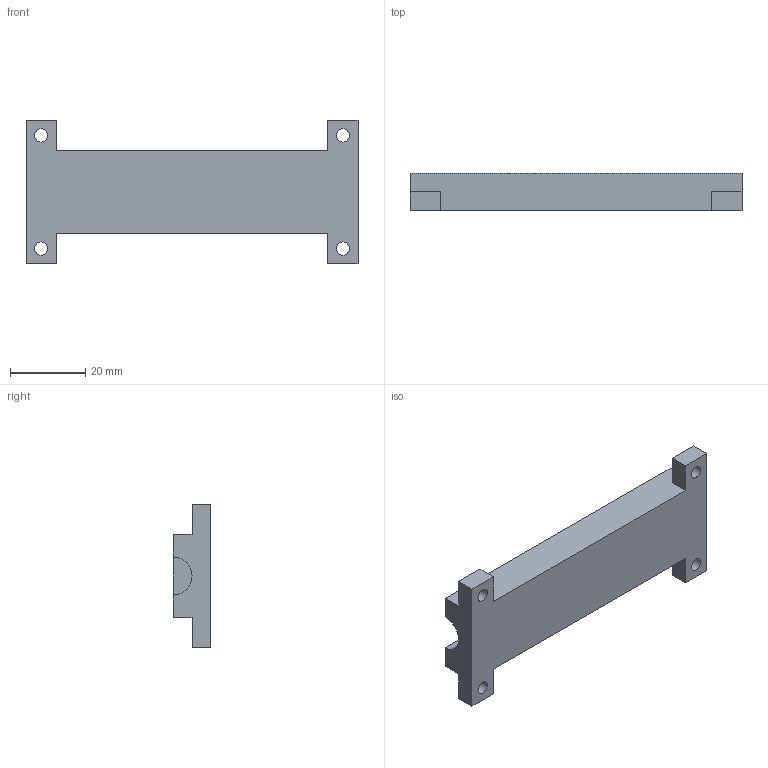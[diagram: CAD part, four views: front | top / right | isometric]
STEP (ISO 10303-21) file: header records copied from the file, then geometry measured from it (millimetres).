
FILE_DESCRIPTION(/* description */ (''),/* implementation_level */ '2;1');
FILE_NAME(/* name */ 'stick_antenna_case.stp',/* time_stamp */ '2023-10-30T17:49:00+08:00',/* author */ ('310611102'),/* organization */ (''),/* preprocessor_version */ 'ST-DEVELOPER v19',/* originating_system */ 'Autodesk Inventor 2023',/* authorisation */ '');
FILE_SCHEMA (('AUTOMOTIVE_DESIGN { 1 0 10303 214 3 1 1 }'));
Length unit declared in the file: millimetre
Products named in the file (1): stick_antenna_case
Bounding box: 88 x 10 x 38 mm (x, y, z)
Volume: 16064.6 mm3; surface area: 7646.3 mm2
Topology: 1 solids, 1 shells, 31 faces, 87 edges, 58 vertices
Faces by surface type: plane 21, cylinder 8, cone 2
Full cylindrical faces by diameter (mm): 3.5 x4
Entity records: 1057 total; most frequent: CARTESIAN_POINT 177, ORIENTED_EDGE 174, DIRECTION 168, EDGE_CURVE 87, LINE 70, VECTOR 70, VERTEX_POINT 58, AXIS2_PLACEMENT_3D 49
